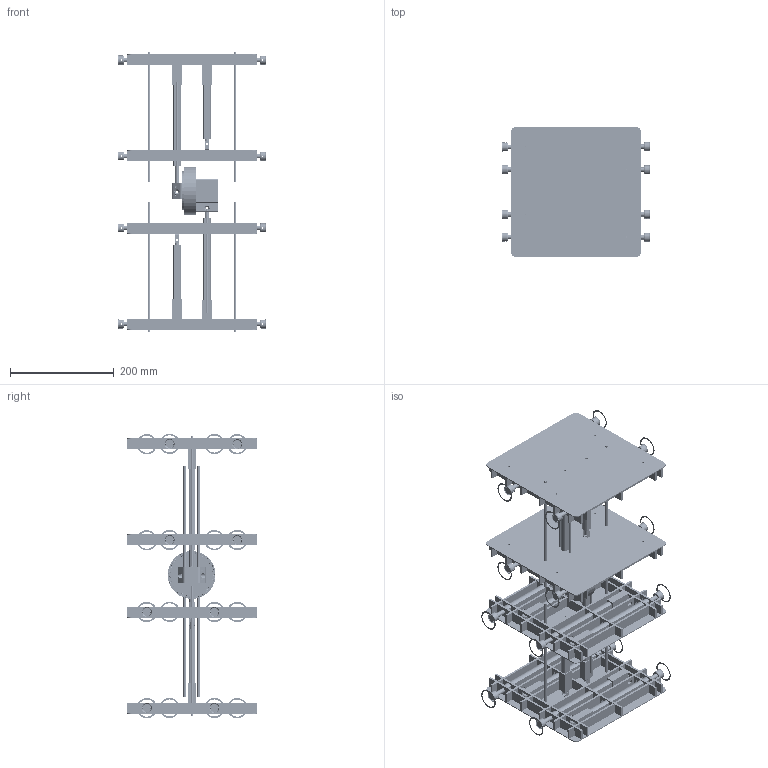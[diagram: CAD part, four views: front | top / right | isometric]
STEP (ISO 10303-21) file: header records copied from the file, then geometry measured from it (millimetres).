
FILE_DESCRIPTION(/* description */ (''),/* implementation_level */ '2;1');
FILE_NAME(/* name */ 'assemblyAll.step',/* time_stamp */ '2025-04-13T06:55:51+01:00',/* author */ (''),/* organization */ (''),/* preprocessor_version */ 'ST-DEVELOPER v20.1',/* originating_system */ 'Autodesk Translation Framework v14.4.0.0',/* authorisation */ '');
FILE_SCHEMA (('AUTOMOTIVE_DESIGN { 1 0 10303 214 3 1 1 }'));
Products named in the file (85): assemblyAll; actuator full_100; actuator full_100_1; actuator rail_100; actuator arm_100; Part31; Component1; base_1; Part32; mid_shaft; 8928732_1; Part32_1; actuator full v3; actuator rail v2; actuator arm v1; holder_1; output_1; actuator full v3_1; actuator rail v2_1; actuator arm v1_1; holder_2; bushing; al_bushing; bearing; bearing_1; carbonRod_5x200; assemblyLevel; encoder (4); actuator; actuator full v3 (3); actuator full v3 (2); actuator full v3_2; actuator full v3 (1); assemblyLevel_1; spars; encoder (4)_1; actuator_1; actuator full v3 (3)_1; actuator full v3 (2)_1; actuator full v3_3 ...
Assembly tree (249 placements, depth 5):
  assemblyAll
    actuator full_100
      actuator rail_100
      actuator arm_100
    actuator full_100_1
      actuator rail_100
      actuator arm_100
    Part31
      Component1
      base_1
      Part32
      mid_shaft
      8928732_1
      Part32_1
      actuator full v3
        actuator rail v2
        actuator arm v1
      holder_1
      output_1
        actuator full v3_1
          actuator rail v2_1
          actuator arm v1_1
        holder_2
        carbonRod_5x200  x2
      bushing
        al_bushing  x62
      bearing
        bearing_1  x10
      carbonRod_5x200  x2
    assemblyLevel
      spars_2
        bar_top v1 (2)  x4
        bottom_l_1
        bottom_r_2
        bar_top_r
        bar_top_l
        bottom_middle
        bottom_l_2
        bottom_r_1
      encoder (4)
      actuator
        actuator full v3 (3)
          actuator rail v2 (3)
          actuator arm v1 (3)
        actuator full v3 (2)
          actuator rail v2 (2)
          actuator arm v1 (2)
        actuator full v3_2
          actuator rail v2_2
          actuator arm v1_2
        actuator full v3 (1)
          actuator rail v2 (1)
          actuator arm v1 (1)
    assemblyLevel_1
      spars
        bar_top v1 (2)  x4
        bottom_l_1
        bottom_r_2
        bar_top_r
        bar_top_l
Bounding box: 302.6 x 250 x 547.56 mm (x, y, z)
Volume: 2652543.8 mm3; surface area: 1916860.4 mm2
Topology: 239 solids, 239 shells, 4857 faces, 12633 edges, 8353 vertices
Faces by surface type: plane 2922, cylinder 1515, torus 358, cone 50, bspline 6, sphere 6
Full cylindrical faces by diameter (mm): 0.609 x4, 1.5 x4, 3 x132, 4 x100, 4.2 x44, 5 x23, 5.2 x12, 5.5 x62, 5.8 x5, 6 x14, 7 x1, 8.8 x40, 9 x2, 9.1 x1, 9.4 x16, 10.2 x4, 11 x3, 17 x26, 19 x5, 22 x1, 32 x1, 75 x1, 92 x1
Entity records: 64499 total; most frequent: CARTESIAN_POINT 21451, DIRECTION 9010, ORIENTED_EDGE 8024, EDGE_CURVE 4012, AXIS2_PLACEMENT_3D 3193, VERTEX_POINT 2656, LINE 2624, VECTOR 2624
